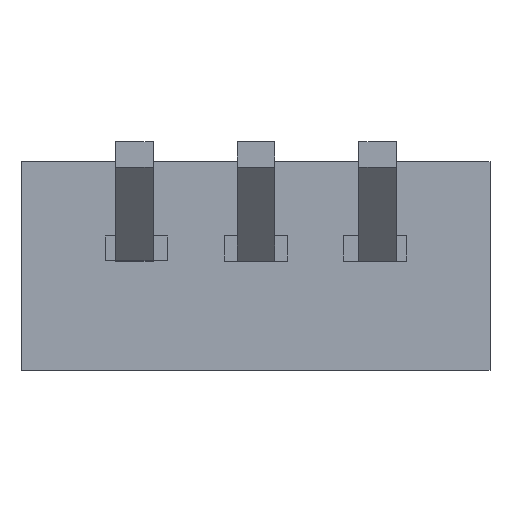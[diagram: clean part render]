
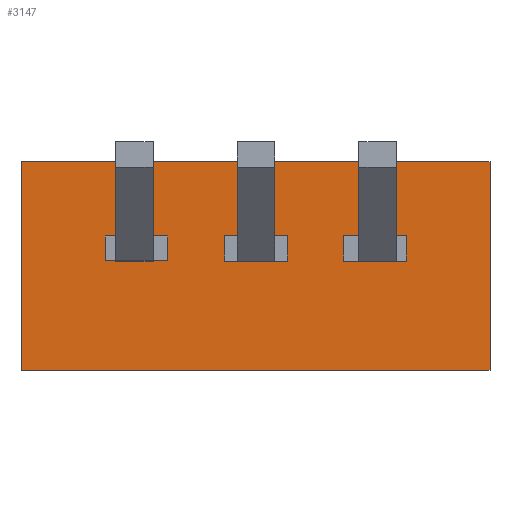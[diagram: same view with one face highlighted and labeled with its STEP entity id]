
A CAD part, front view. The second image highlights one B-rep face of the part: STEP entity #3147.
In plain terms, the highlighted planar face has unit normal (0, -1, 0).
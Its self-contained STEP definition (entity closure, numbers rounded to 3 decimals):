
#41 = EDGE_CURVE ( 'NONE', #460, #4716, #4812, .T. ) ;
#223 = DIRECTION ( 'NONE',  ( 1., 0., 0. ) ) ;
#257 = EDGE_CURVE ( 'NONE', #4444, #460, #3855, .T. ) ;
#356 = DIRECTION ( 'NONE',  ( -1., 0., 0. ) ) ;
#460 = VERTEX_POINT ( 'NONE', #3230 ) ;
#522 = VECTOR ( 'NONE', #814, 1000. ) ;
#578 = DIRECTION ( 'NONE',  ( 1., 0., 0. ) ) ;
#660 = ORIENTED_EDGE ( 'NONE', *, *, #41, .F. ) ;
#681 = CARTESIAN_POINT ( 'NONE',  ( 4.985, 3.937, 1.759 ) ) ;
#684 = CARTESIAN_POINT ( 'NONE',  ( 1.87, 3.937, -0.359 ) ) ;
#702 = LINE ( 'NONE', #5111, #3107 ) ;
#761 = CARTESIAN_POINT ( 'NONE',  ( -3.21, 3.937, 0.177 ) ) ;
#814 = DIRECTION ( 'NONE',  ( 0., 0., -1. ) ) ;
#910 = CARTESIAN_POINT ( 'NONE',  ( 0.664, 3.937, 0.187 ) ) ;
#965 = DIRECTION ( 'NONE',  ( 1., 0., 0. ) ) ;
#1004 = CARTESIAN_POINT ( 'NONE',  ( 3.204, 3.937, -0.359 ) ) ;
#1044 = DIRECTION ( 'NONE',  ( 0., 1., 0. ) ) ;
#1114 = CARTESIAN_POINT ( 'NONE',  ( -1.876, 3.937, -0.349 ) ) ;
#1120 = CARTESIAN_POINT ( 'NONE',  ( 1.87, 3.937, -0.359 ) ) ;
#1181 = VECTOR ( 'NONE', #5644, 1000. ) ;
#1206 = DIRECTION ( 'NONE',  ( -1., 0., 0. ) ) ;
#1235 = ORIENTED_EDGE ( 'NONE', *, *, #3204, .F. ) ;
#1270 = DIRECTION ( 'NONE',  ( 0., 0., 1. ) ) ;
#1301 = ORIENTED_EDGE ( 'NONE', *, *, #1490, .F. ) ;
#1325 = VECTOR ( 'NONE', #2886, 1000. ) ;
#1326 = VERTEX_POINT ( 'NONE', #5211 ) ;
#1419 = EDGE_CURVE ( 'NONE', #3639, #4444, #3641, .T. ) ;
#1490 = EDGE_CURVE ( 'NONE', #1527, #5536, #702, .T. ) ;
#1527 = VERTEX_POINT ( 'NONE', #684 ) ;
#1552 = CARTESIAN_POINT ( 'NONE',  ( -1.876, 3.937, -0.349 ) ) ;
#1572 = CARTESIAN_POINT ( 'NONE',  ( 4.985, 3.937, 1.759 ) ) ;
#1574 = VECTOR ( 'NONE', #1270, 1000. ) ;
#1589 = VECTOR ( 'NONE', #4521, 1000. ) ;
#1603 = DIRECTION ( 'NONE',  ( -1., 0., 0. ) ) ;
#1609 = EDGE_CURVE ( 'NONE', #3655, #3959, #5153, .T. ) ;
#1647 = EDGE_CURVE ( 'NONE', #1786, #2830, #3358, .T. ) ;
#1701 = CARTESIAN_POINT ( 'NONE',  ( 3.204, 3.937, -0.359 ) ) ;
#1786 = VERTEX_POINT ( 'NONE', #5108 ) ;
#1816 = ORIENTED_EDGE ( 'NONE', *, *, #1609, .F. ) ;
#1859 = CARTESIAN_POINT ( 'NONE',  ( 4.985, 3.937, 1.759 ) ) ;
#1872 = EDGE_LOOP ( 'NONE', ( #1816, #4907, #4732, #4656 ) ) ;
#1925 = FACE_BOUND ( 'NONE', #6137, .T. ) ;
#2151 = LINE ( 'NONE', #3577, #6295 ) ;
#2298 = VECTOR ( 'NONE', #3384, 1000. ) ;
#2624 = ORIENTED_EDGE ( 'NONE', *, *, #1419, .F. ) ;
#2659 = CARTESIAN_POINT ( 'NONE',  ( -0.67, 3.937, -0.359 ) ) ;
#2665 = DIRECTION ( 'NONE',  ( -1., 0., 0. ) ) ;
#2830 = VERTEX_POINT ( 'NONE', #3269 ) ;
#2833 = CARTESIAN_POINT ( 'NONE',  ( -1.876, 3.937, 0.177 ) ) ;
#2886 = DIRECTION ( 'NONE',  ( 0., 0., 1. ) ) ;
#2960 = DIRECTION ( 'NONE',  ( 0., 0., 1. ) ) ;
#2983 = EDGE_CURVE ( 'NONE', #5854, #6076, #5963, .T. ) ;
#2999 = CARTESIAN_POINT ( 'NONE',  ( 3.204, 3.937, 0.187 ) ) ;
#3107 = VECTOR ( 'NONE', #223, 1000. ) ;
#3147 = ADVANCED_FACE ( 'NONE', ( #6283, #4287, #1925, #5797 ), #6214, .F. ) ;
#3170 = VECTOR ( 'NONE', #1603, 1000. ) ;
#3174 = ORIENTED_EDGE ( 'NONE', *, *, #3404, .F. ) ;
#3190 = ORIENTED_EDGE ( 'NONE', *, *, #5002, .F. ) ;
#3204 = EDGE_CURVE ( 'NONE', #6072, #5599, #5373, .T. ) ;
#3230 = CARTESIAN_POINT ( 'NONE',  ( -0.67, 3.937, 0.187 ) ) ;
#3269 = CARTESIAN_POINT ( 'NONE',  ( -4.985, 3.937, -2.686 ) ) ;
#3315 = VECTOR ( 'NONE', #1206, 1000. ) ;
#3358 = LINE ( 'NONE', #4395, #2298 ) ;
#3373 = ORIENTED_EDGE ( 'NONE', *, *, #4268, .T. ) ;
#3384 = DIRECTION ( 'NONE',  ( 0., 0., -1. ) ) ;
#3400 = VERTEX_POINT ( 'NONE', #5116 ) ;
#3404 = EDGE_CURVE ( 'NONE', #4716, #3639, #2151, .T. ) ;
#3410 = EDGE_LOOP ( 'NONE', ( #3624, #5063, #5259, #3373 ) ) ;
#3577 = CARTESIAN_POINT ( 'NONE',  ( 0.664, 3.937, -0.359 ) ) ;
#3604 = ORIENTED_EDGE ( 'NONE', *, *, #5393, .F. ) ;
#3624 = ORIENTED_EDGE ( 'NONE', *, *, #1647, .T. ) ;
#3639 = VERTEX_POINT ( 'NONE', #3750 ) ;
#3641 = LINE ( 'NONE', #5175, #1574 ) ;
#3643 = LINE ( 'NONE', #5576, #3315 ) ;
#3655 = VERTEX_POINT ( 'NONE', #761 ) ;
#3659 = DIRECTION ( 'NONE',  ( 0., 0., -1. ) ) ;
#3670 = CARTESIAN_POINT ( 'NONE',  ( 1.87, 3.937, 0.187 ) ) ;
#3750 = CARTESIAN_POINT ( 'NONE',  ( 0.664, 3.937, -0.359 ) ) ;
#3803 = LINE ( 'NONE', #1859, #1181 ) ;
#3855 = LINE ( 'NONE', #5241, #4101 ) ;
#3940 = LINE ( 'NONE', #2833, #1589 ) ;
#3959 = VERTEX_POINT ( 'NONE', #4545 ) ;
#4101 = VECTOR ( 'NONE', #356, 1000. ) ;
#4268 = EDGE_CURVE ( 'NONE', #3400, #1786, #5149, .T. ) ;
#4287 = FACE_OUTER_BOUND ( 'NONE', #3410, .T. ) ;
#4338 = EDGE_CURVE ( 'NONE', #6076, #3655, #3940, .T. ) ;
#4380 = CARTESIAN_POINT ( 'NONE',  ( 3.204, 3.937, 0.187 ) ) ;
#4383 = LINE ( 'NONE', #4865, #5054 ) ;
#4395 = CARTESIAN_POINT ( 'NONE',  ( -4.985, 3.937, 1.759 ) ) ;
#4444 = VERTEX_POINT ( 'NONE', #910 ) ;
#4472 = CARTESIAN_POINT ( 'NONE',  ( -1.876, 3.937, 0.177 ) ) ;
#4521 = DIRECTION ( 'NONE',  ( -1., 0., 0. ) ) ;
#4545 = CARTESIAN_POINT ( 'NONE',  ( -3.21, 3.937, -0.349 ) ) ;
#4656 = ORIENTED_EDGE ( 'NONE', *, *, #5841, .F. ) ;
#4716 = VERTEX_POINT ( 'NONE', #2659 ) ;
#4732 = ORIENTED_EDGE ( 'NONE', *, *, #2983, .F. ) ;
#4776 = AXIS2_PLACEMENT_3D ( 'NONE', #1572, #1044, #578 ) ;
#4812 = LINE ( 'NONE', #5293, #6232 ) ;
#4848 = VECTOR ( 'NONE', #3659, 1000. ) ;
#4865 = CARTESIAN_POINT ( 'NONE',  ( -1.876, 3.937, -0.349 ) ) ;
#4867 = DIRECTION ( 'NONE',  ( 0., 0., -1. ) ) ;
#4881 = LINE ( 'NONE', #1004, #5838 ) ;
#4907 = ORIENTED_EDGE ( 'NONE', *, *, #4338, .F. ) ;
#5002 = EDGE_CURVE ( 'NONE', #5599, #1527, #5501, .T. ) ;
#5054 = VECTOR ( 'NONE', #965, 1000. ) ;
#5063 = ORIENTED_EDGE ( 'NONE', *, *, #5542, .F. ) ;
#5108 = CARTESIAN_POINT ( 'NONE',  ( -4.985, 3.937, 1.759 ) ) ;
#5111 = CARTESIAN_POINT ( 'NONE',  ( 3.204, 3.937, -0.359 ) ) ;
#5116 = CARTESIAN_POINT ( 'NONE',  ( 4.985, 3.937, 1.759 ) ) ;
#5124 = EDGE_LOOP ( 'NONE', ( #660, #5485, #2624, #3174 ) ) ;
#5149 = LINE ( 'NONE', #681, #5362 ) ;
#5153 = LINE ( 'NONE', #6060, #522 ) ;
#5175 = CARTESIAN_POINT ( 'NONE',  ( 0.664, 3.937, -0.359 ) ) ;
#5211 = CARTESIAN_POINT ( 'NONE',  ( 4.985, 3.937, -2.686 ) ) ;
#5241 = CARTESIAN_POINT ( 'NONE',  ( 0.664, 3.937, 0.187 ) ) ;
#5259 = ORIENTED_EDGE ( 'NONE', *, *, #6259, .F. ) ;
#5293 = CARTESIAN_POINT ( 'NONE',  ( -0.67, 3.937, -0.359 ) ) ;
#5362 = VECTOR ( 'NONE', #2665, 1000. ) ;
#5373 = LINE ( 'NONE', #2999, #3170 ) ;
#5393 = EDGE_CURVE ( 'NONE', #5536, #6072, #4881, .T. ) ;
#5485 = ORIENTED_EDGE ( 'NONE', *, *, #257, .F. ) ;
#5501 = LINE ( 'NONE', #1120, #4848 ) ;
#5536 = VERTEX_POINT ( 'NONE', #1701 ) ;
#5542 = EDGE_CURVE ( 'NONE', #1326, #2830, #3643, .T. ) ;
#5576 = CARTESIAN_POINT ( 'NONE',  ( 4.985, 3.937, -2.686 ) ) ;
#5580 = DIRECTION ( 'NONE',  ( 1., 0., 0. ) ) ;
#5599 = VERTEX_POINT ( 'NONE', #3670 ) ;
#5644 = DIRECTION ( 'NONE',  ( 0., 0., -1. ) ) ;
#5797 = FACE_BOUND ( 'NONE', #1872, .T. ) ;
#5838 = VECTOR ( 'NONE', #2960, 1000. ) ;
#5841 = EDGE_CURVE ( 'NONE', #3959, #5854, #4383, .T. ) ;
#5854 = VERTEX_POINT ( 'NONE', #1552 ) ;
#5963 = LINE ( 'NONE', #1114, #1325 ) ;
#6060 = CARTESIAN_POINT ( 'NONE',  ( -3.21, 3.937, -0.349 ) ) ;
#6072 = VERTEX_POINT ( 'NONE', #4380 ) ;
#6076 = VERTEX_POINT ( 'NONE', #4472 ) ;
#6137 = EDGE_LOOP ( 'NONE', ( #3190, #1235, #3604, #1301 ) ) ;
#6214 = PLANE ( 'NONE',  #4776 ) ;
#6232 = VECTOR ( 'NONE', #4867, 1000. ) ;
#6259 = EDGE_CURVE ( 'NONE', #3400, #1326, #3803, .T. ) ;
#6283 = FACE_BOUND ( 'NONE', #5124, .T. ) ;
#6295 = VECTOR ( 'NONE', #5580, 1000. ) ;
